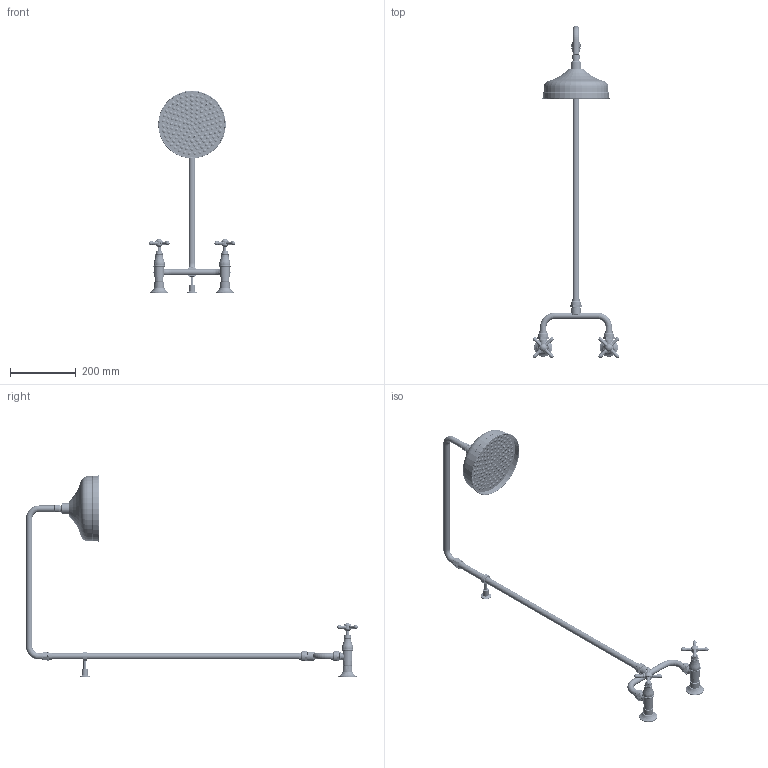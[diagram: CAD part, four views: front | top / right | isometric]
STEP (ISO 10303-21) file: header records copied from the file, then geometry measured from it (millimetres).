
FILE_DESCRIPTION (( 'STEP AP203' ), '1' );
FILE_NAME ('MV1012CH.STEP', '2020-02-26T04:49:10', ( 'Windows 蚚誧' ), ( '' ), 'SwSTEP 2.0', 'SolidWorks 2019', '' );
FILE_SCHEMA (( 'CONFIG_CONTROL_DESIGN' ));
Length unit declared in the file: millimetre
Products named in the file (55): MV邧參坋趼忒謫釱; 出水连接管焊接头; 韁宒8渡階驗郪; 縐杶郪; 固定管杆加长(20190712）; 假蚾璃; MV1012CH; 淋浴柱直管G12焊接头; 鞣羲36.5詢概裔 J05010C00; MV褒概笘欶; 炴畟褒概郪-90鞣羲; 囀鞠褒潑芛蹟佪M5x12 (G12090G00); 70炴畟儂褒概极;     M70ZS09C     MV角阀墙罩; 双把角阀体出水连接支架; 1908450R30邀唌翐俔奪; 19邀唌翐眻奪郪; 19淋浴柱安装固定圈组; 嘐隅釱; 砦阨郋郪; MV坋趼忒梟裝; M70LS70C  MV3-4Բñ; 縐杶簽; 19邀唌翐假蚾釱郪; 1908奪俋G12爾諉簽; 韁宒8渡階驗; 90慢开插齿G58阀芯（36.5阀盖） - 入墙; 07-112 1-2綻伎誹阨え(H-9L   18.5X9.5); G5-8砦阨郋极; 固定管圈; 1908785邀唌翐眻奪; MV十字手柄 - 入墙; M70LS71D   MV1-2輛阨諉芛; 欧式顶喷花洒; 90鞣羲喳喘佪裝 G16007C01; M5x5 囀鞠褒す傷蹟佪;    M70LS71D   MV1-2X3-4諉芛; 囀鞠褒潑芛蹟佪M5x8  (G12096G00); 19奪鞠褒G12爾諉芛; G5-8砦阨郋砎蝶え ...
Assembly tree (82 placements, depth 5):
  MV1012CH
    假蚾璃
          M70ZS09C     MV角阀墙罩
      M70LS71D   MV1-2輛阨諉芛
      M70LS70C  MV3-4Բñ
         M70LS71D   MV1-2X3-4諉芛
      砎蝶す菜えㄗ朴24X朴12X2.5)
    炴畟褒概郪-90鞣羲
      70炴畟儂褒概极
      MV褒概笘欶
      90慢开插齿G58阀芯（36.5阀盖） - 入墙
        鞣羲36.5詢概裔 J05010C00
        90鞣羲喳喘佪裝 G16007C01
        砦阨郋郪
          G5-8砦阨郋极
          G5-8砦阨郋砎蝶え
      19.5x15x2.5菜え (M03047Q00)
    MV十字手柄 - 入墙
      MV邧參坋趼忒謫釱
      MV坋趼忒梟裝  x4
      囀鞠褒潑芛蹟佪M5x8  (G12096G00)  x3
      囀鞠褒潑芛蹟佪M5x12 (G12090G00)
    縐杶郪
      縐杶簽
    假蚾璃
          M70ZS09C     MV角阀墙罩
      M70LS71D   MV1-2輛阨諉芛
      M70LS70C  MV3-4Բñ
         M70LS71D   MV1-2X3-4諉芛
      砎蝶す菜えㄗ朴24X朴12X2.5)
    炴畟褒概郪-90鞣羲
      70炴畟儂褒概极
      MV褒概笘欶
      90慢开插齿G58阀芯（36.5阀盖） - 入墙
        鞣羲36.5詢概裔 J05010C00
        90鞣羲喳喘佪裝 G16007C01
        砦阨郋郪
          G5-8砦阨郋极
          G5-8砦阨郋砎蝶え
      19.5x15x2.5菜え (M03047Q00)
    MV十字手柄 - 入墙
      MV邧參坋趼忒謫釱
      MV坋趼忒梟裝  x4
      囀鞠褒潑芛蹟佪M5x8  (G12096G00)  x3
      囀鞠褒潑芛蹟佪M5x12 (G12090G00)
    縐杶郪
      縐杶簽
    双把角阀体出水连接支架
      1013CH出水连接管（成品））
      出水连接管焊接头
    邀唌翐諉芛郪
      G12-G34蛌諉芛
      19X14X2.2す菜え
    縐杶郪
      縐杶簽
    19邀唌翐眻奪郪
      1908785邀唌翐眻奪
      淋浴柱直管G12焊接头
    19邀唌翐450ほ趼俔
      1908450R30邀唌翐俔奪
Bounding box: 263.32 x 1010.66 x 616.5 mm (x, y, z)
Volume: 1735586.7 mm3; surface area: 480325.2 mm2
Topology: 61 solids, 61 shells, 4339 faces, 11188 edges, 7162 vertices
Faces by surface type: cylinder 1933, plane 810, torus 554, cone 446, bspline 306, sphere 290
Entity records: 160001 total; most frequent: CARTESIAN_POINT 92262, ORIENTED_EDGE 13168, DIRECTION 13158, EDGE_CURVE 6584, AXIS2_PLACEMENT_3D 5728, VERTEX_POINT 4214, CIRCLE 3139, EDGE_LOOP 2904
